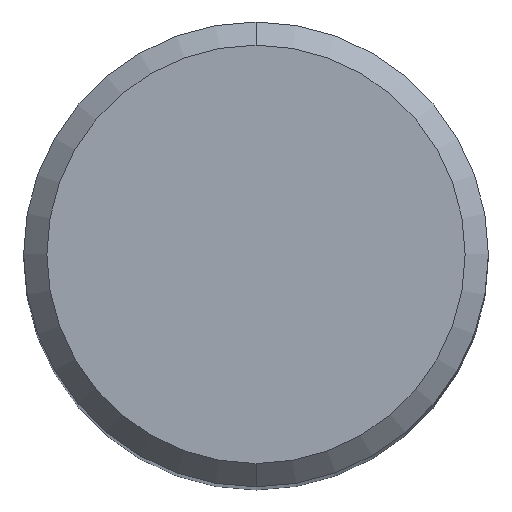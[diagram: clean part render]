
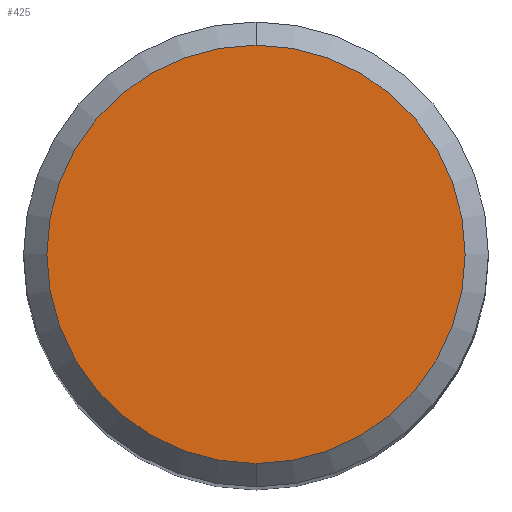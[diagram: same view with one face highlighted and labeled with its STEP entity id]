
A CAD part, top view. The second image highlights one B-rep face of the part: STEP entity #425.
In plain terms, the highlighted planar face has unit normal (0, 0, 1).
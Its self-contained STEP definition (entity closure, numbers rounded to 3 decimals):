
#271=VERTEX_POINT('',#621);
#355=EDGE_CURVE('',#487,#271,#713,.T.);
#425=ADVANCED_FACE('',(#788),#789,.T.);
#461=EDGE_CURVE('',#271,#487,#828,.T.);
#487=VERTEX_POINT('',#859);
#621=CARTESIAN_POINT('',(0.,-9.0,0.));
#713=CIRCLE('',#1241,9.0);
#788=FACE_OUTER_BOUND('',#1501,.T.);
#789=PLANE('',#1502);
#828=CIRCLE('',#1643,9.0);
#859=CARTESIAN_POINT('',(0.0,9.0,0.));
#1241=AXIS2_PLACEMENT_3D('',#1948,#1949,#1950);
#1501=EDGE_LOOP('',(#2024,#2025));
#1502=AXIS2_PLACEMENT_3D('',#2026,#2027,#2028);
#1643=AXIS2_PLACEMENT_3D('',#2062,#2063,#2064);
#1948=CARTESIAN_POINT('',(0.0,0.0,0.));
#1949=DIRECTION('',(0.0,0.0,-1.0));
#1950=DIRECTION('',(0.0,1.0,0.0));
#2024=ORIENTED_EDGE('',*,*,#355,.F.);
#2025=ORIENTED_EDGE('',*,*,#461,.F.);
#2026=CARTESIAN_POINT('',(0.0,4.5,0.));
#2027=DIRECTION('',(-0.0,0.0,1.0));
#2028=DIRECTION('',(0.0,-1.0,0.0));
#2062=CARTESIAN_POINT('',(0.0,0.0,0.));
#2063=DIRECTION('',(0.0,0.0,-1.0));
#2064=DIRECTION('',(0.0,1.0,0.0));
